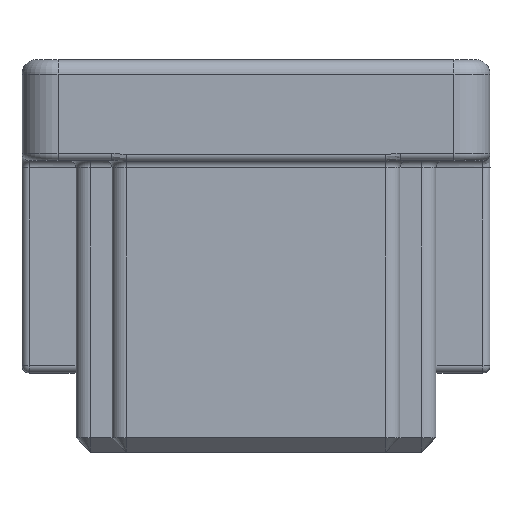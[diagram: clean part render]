
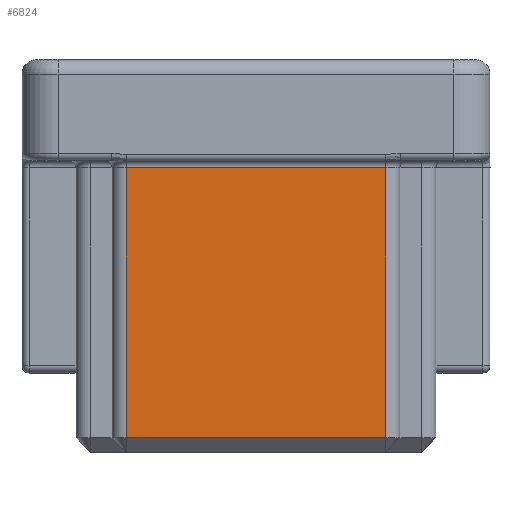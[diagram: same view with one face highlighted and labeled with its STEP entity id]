
A CAD part, top view. The second image highlights one B-rep face of the part: STEP entity #6824.
In plain terms, the highlighted planar face has unit normal (0, 0, 1).
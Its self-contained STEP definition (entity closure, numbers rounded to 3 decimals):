
#1567=DIRECTION('',(-1.,0.,0.));
#1568=VECTOR('',#1567,3.6);
#1569=CARTESIAN_POINT('',(1.8,3.95,1.09));
#1570=LINE('',#1569,#1568);
#1571=DIRECTION('',(0.,1.,0.));
#1572=VECTOR('',#1571,3.75);
#1573=CARTESIAN_POINT('',(1.8,0.2,1.09));
#1574=LINE('',#1573,#1572);
#1575=DIRECTION('',(-1.,0.,0.));
#1576=VECTOR('',#1575,3.6);
#1577=CARTESIAN_POINT('',(1.8,0.2,1.09));
#1578=LINE('',#1577,#1576);
#1579=DIRECTION('',(0.,-1.,0.));
#1580=VECTOR('',#1579,3.75);
#1581=CARTESIAN_POINT('',(-1.8,3.95,1.09));
#1582=LINE('',#1581,#1580);
#3809=CARTESIAN_POINT('',(1.8,0.2,1.09));
#3810=CARTESIAN_POINT('',(-1.8,0.2,
1.09));
#3811=VERTEX_POINT('',#3809);
#3812=VERTEX_POINT('',#3810);
#4620=CARTESIAN_POINT('',(-1.8,3.95,1.09));
#4621=VERTEX_POINT('',#4620);
#4622=CARTESIAN_POINT('',(1.8,3.95,1.09));
#4623=VERTEX_POINT('',#4622);
#6812=CARTESIAN_POINT('',(-2.5,0.,1.09));
#6813=DIRECTION('',(0.,0.,1.));
#6814=DIRECTION('',(1.,0.,0.));
#6815=AXIS2_PLACEMENT_3D('',#6812,#6813,#6814);
#6816=PLANE('',#6815);
#6817=ORIENTED_EDGE('',*,*,#6806,.F.);
#6819=ORIENTED_EDGE('',*,*,#6818,.F.);
#6820=ORIENTED_EDGE('',*,*,#6237,.T.);
#6821=ORIENTED_EDGE('',*,*,#6263,.F.);
#6822=EDGE_LOOP('',(#6817,#6819,#6820,#6821));
#6823=FACE_OUTER_BOUND('',#6822,.F.);
#6824=ADVANCED_FACE('',(#6823),#6816,.T.);
#6237=EDGE_CURVE('',#3811,#3812,#1578,.T.);
#6263=EDGE_CURVE('',#4621,#3812,#1582,.T.);
#6806=EDGE_CURVE('',#4623,#4621,#1570,.T.);
#6818=EDGE_CURVE('',#3811,#4623,#1574,.T.);
